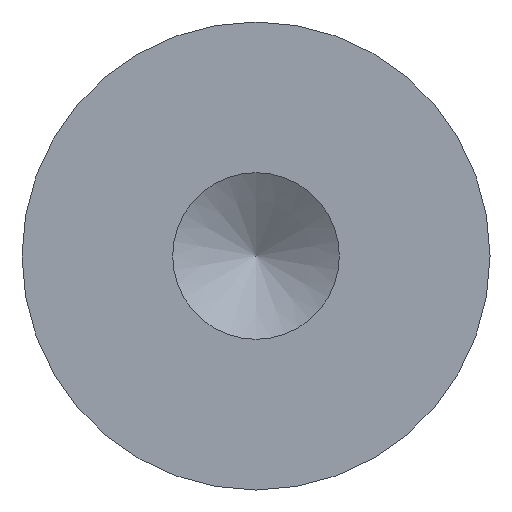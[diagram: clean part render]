
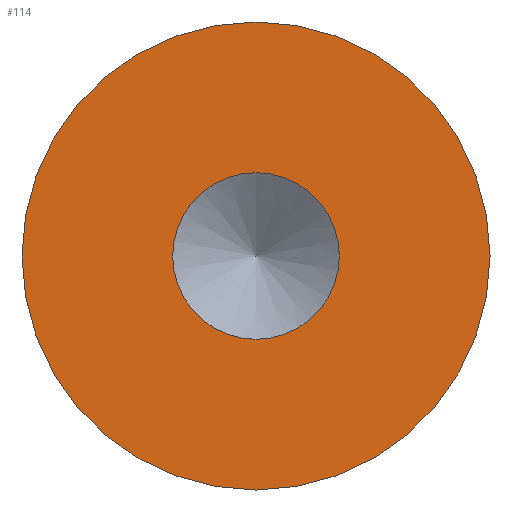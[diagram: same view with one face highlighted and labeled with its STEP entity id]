
A CAD part, front view. The second image highlights one B-rep face of the part: STEP entity #114.
In plain terms, the highlighted planar face has unit normal (0, -1, 0).
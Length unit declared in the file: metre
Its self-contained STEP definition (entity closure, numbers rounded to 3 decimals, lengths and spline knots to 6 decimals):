
#29=ORIENTED_EDGE('',*,*,#47,.T.);
#30=ORIENTED_EDGE('',*,*,#48,.T.);
#47=EDGE_CURVE('',#56,#56,#66,.F.);
#48=EDGE_CURVE('',#57,#57,#67,.T.);
#56=VERTEX_POINT('',#199);
#57=VERTEX_POINT('',#201);
#66=CIRCLE('',#138,0.0021);
#67=CIRCLE('',#139,0.0059);
#75=EDGE_LOOP('',(#29));
#76=EDGE_LOOP('',(#30));
#93=FACE_BOUND('',#75,.T.);
#94=FACE_BOUND('',#76,.T.);
#112=PLANE('',#137);
#114=ADVANCED_FACE('',(#93,#94),#112,.T.);
#137=AXIS2_PLACEMENT_3D('',#197,#158,#159);
#138=AXIS2_PLACEMENT_3D('',#198,#160,#161);
#139=AXIS2_PLACEMENT_3D('',#200,#162,#163);
#158=DIRECTION('',(0.,-1.,0.));
#159=DIRECTION('',(0.,0.,-1.));
#160=DIRECTION('',(0.,-1.,0.));
#161=DIRECTION('',(0.,0.,-1.));
#162=DIRECTION('',(0.,-1.,0.));
#163=DIRECTION('',(0.,0.,-1.));
#197=CARTESIAN_POINT('',(0.,0.0015,0.00295));
#198=CARTESIAN_POINT('',(0.,0.0015,0.));
#199=CARTESIAN_POINT('',(0.,0.0015,-0.0021));
#200=CARTESIAN_POINT('',(0.,0.0015,0.));
#201=CARTESIAN_POINT('',(0.,0.0015,-0.0059));
